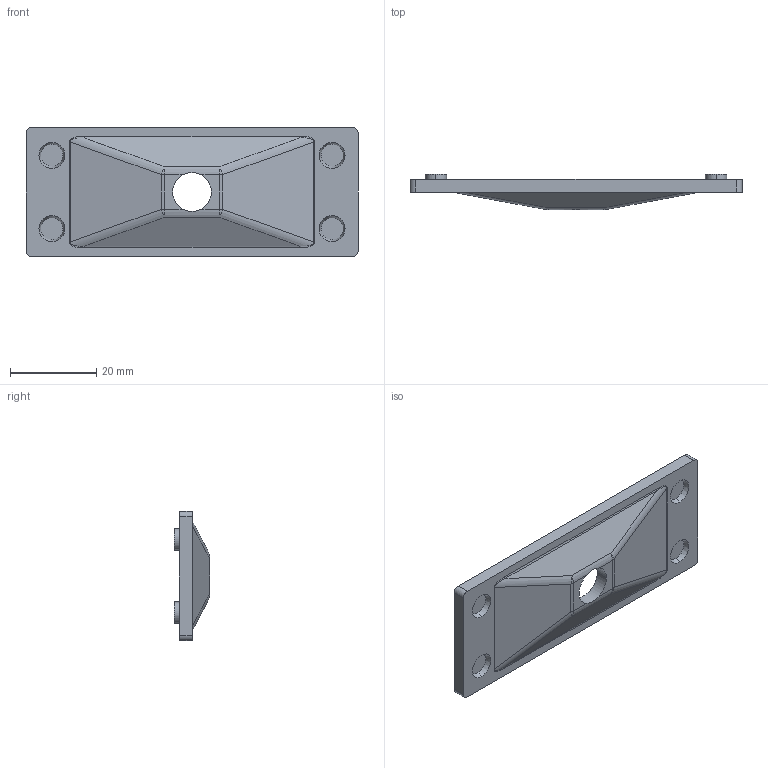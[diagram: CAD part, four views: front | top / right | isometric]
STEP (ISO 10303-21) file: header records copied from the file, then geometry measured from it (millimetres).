
FILE_DESCRIPTION (( 'STEP AP214' ), '1' );
FILE_NAME ('1130000766-00 - GD-4D-W3.STEP', '2025-02-19T10:01:36', ( '' ), ( '' ), 'SwSTEP 2.0', 'SolidWorks 2022', '' );
FILE_SCHEMA (( 'AUTOMOTIVE_DESIGN' ));
Length unit declared in the file: millimetre
Products named in the file (1): 1130000766-00 - GD-4D-W3
Bounding box: 77 x 8.2 x 30 mm (x, y, z)
Volume: 6934.8 mm3; surface area: 5493.4 mm2
Topology: 1 solids, 1 shells, 84 faces, 198 edges, 116 vertices
Faces by surface type: cylinder 34, plane 26, bspline 12, cone 8, sphere 4
Entity records: 2498 total; most frequent: CARTESIAN_POINT 659, DIRECTION 380, ORIENTED_EDGE 380, EDGE_CURVE 190, AXIS2_PLACEMENT_3D 149, VERTEX_POINT 116, EDGE_LOOP 94, FACE_OUTER_BOUND 84
